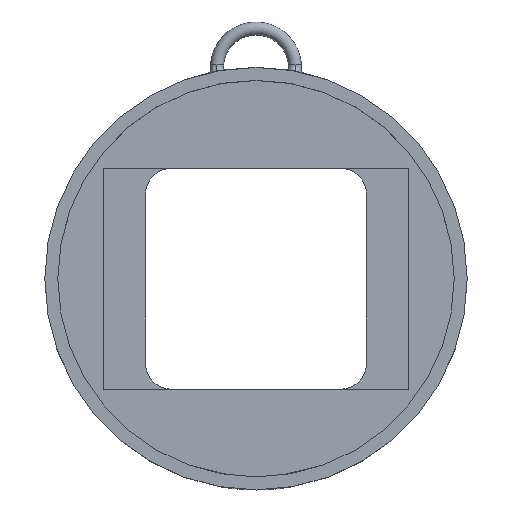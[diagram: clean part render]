
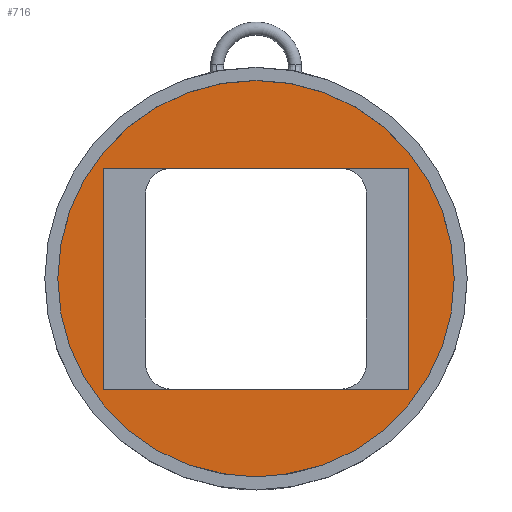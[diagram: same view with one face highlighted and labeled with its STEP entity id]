
A CAD part, top view. The second image highlights one B-rep face of the part: STEP entity #716.
In plain terms, the highlighted planar face has unit normal (0, 0, 1).
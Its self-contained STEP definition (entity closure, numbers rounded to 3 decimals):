
#21=FACE_BOUND('',#158,.T.);
#75=PLANE('',#791);
#113=FACE_OUTER_BOUND('',#157,.T.);
#157=EDGE_LOOP('',(#662));
#158=EDGE_LOOP('',(#663,#664,#665,#666));
#163=LINE('',#978,#209);
#180=LINE('',#1023,#226);
#201=LINE('',#1679,#247);
#203=LINE('',#1683,#249);
#209=VECTOR('',#806,10.);
#226=VECTOR('',#847,10.);
#247=VECTOR('',#950,10.);
#249=VECTOR('',#956,10.);
#281=CIRCLE('',#785,30.5);
#287=VERTEX_POINT('',#975);
#288=VERTEX_POINT('',#977);
#303=VERTEX_POINT('',#1020);
#304=VERTEX_POINT('',#1022);
#351=VERTEX_POINT('',#1674);
#358=EDGE_CURVE('',#288,#287,#163,.T.);
#381=EDGE_CURVE('',#304,#303,#180,.T.);
#452=EDGE_CURVE('',#351,#351,#281,.T.);
#453=EDGE_CURVE('',#287,#304,#201,.T.);
#455=EDGE_CURVE('',#303,#288,#203,.T.);
#662=ORIENTED_EDGE('',*,*,#452,.T.);
#663=ORIENTED_EDGE('',*,*,#381,.T.);
#664=ORIENTED_EDGE('',*,*,#455,.T.);
#665=ORIENTED_EDGE('',*,*,#358,.T.);
#666=ORIENTED_EDGE('',*,*,#453,.T.);
#716=ADVANCED_FACE('',(#113,#21),#75,.T.);
#785=AXIS2_PLACEMENT_3D('',#1676,#944,#945);
#791=AXIS2_PLACEMENT_3D('',#1686,#960,#961);
#806=DIRECTION('',(-1.,0.,0.));
#847=DIRECTION('',(1.,0.,0.));
#944=DIRECTION('center_axis',(0.,0.,1.));
#945=DIRECTION('ref_axis',(1.,0.,0.));
#950=DIRECTION('',(0.,1.,0.));
#956=DIRECTION('',(0.,-1.,0.));
#960=DIRECTION('center_axis',(0.,0.,1.));
#961=DIRECTION('ref_axis',(1.,0.,0.));
#975=CARTESIAN_POINT('',(-23.5,-17.,0.));
#977=CARTESIAN_POINT('',(23.5,-17.,0.));
#978=CARTESIAN_POINT('',(11.75,-17.,0.));
#1020=CARTESIAN_POINT('',(23.5,17.,0.));
#1022=CARTESIAN_POINT('',(-23.5,17.,0.));
#1023=CARTESIAN_POINT('',(-17.,17.,0.));
#1674=CARTESIAN_POINT('',(-30.5,0.,0.));
#1676=CARTESIAN_POINT('Origin',(0.,0.,0.));
#1679=CARTESIAN_POINT('',(-23.5,-8.5,0.));
#1683=CARTESIAN_POINT('',(23.5,8.5,0.));
#1686=CARTESIAN_POINT('Origin',(0.,0.,0.));
